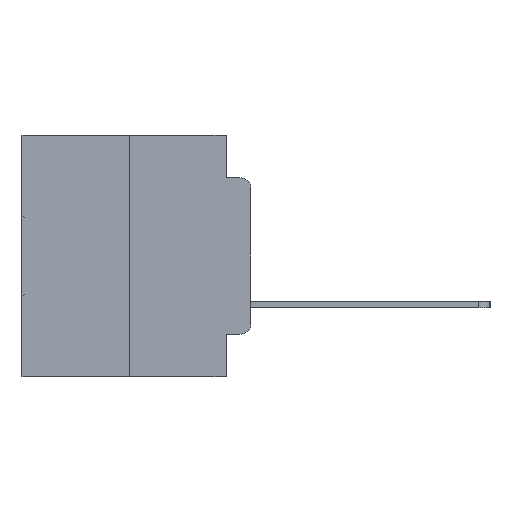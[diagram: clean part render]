
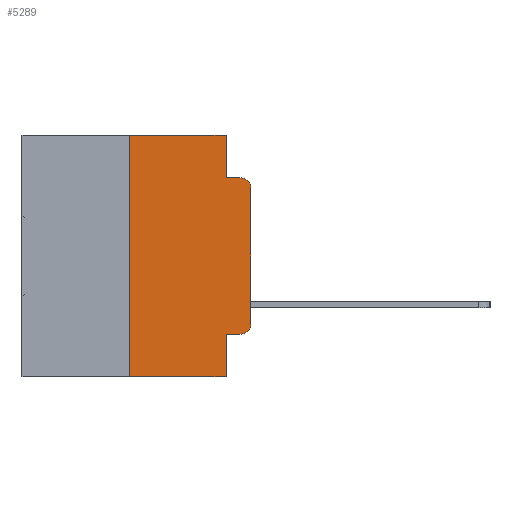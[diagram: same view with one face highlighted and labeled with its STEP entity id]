
A CAD part, left-side view. The second image highlights one B-rep face of the part: STEP entity #5289.
In plain terms, the highlighted planar face has unit normal (-1, 0, 0).
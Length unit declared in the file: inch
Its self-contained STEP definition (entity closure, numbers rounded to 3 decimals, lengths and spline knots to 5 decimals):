
#182 = ORIENTED_EDGE ( 'NONE', *, *, #9556, .T. ) ;
#336 = VERTEX_POINT ( 'NONE', #17582 ) ;
#584 = VERTEX_POINT ( 'NONE', #9957 ) ;
#615 = VECTOR ( 'NONE', #31404, 39.37008 ) ;
#764 = CARTESIAN_POINT ( 'NONE',  ( 0., 0.473, -0.5 ) ) ;
#1110 = CARTESIAN_POINT ( 'NONE',  ( 0., 0.051, 0. ) ) ;
#1816 = CARTESIAN_POINT ( 'NONE',  ( 0., 0.02, -0.3915 ) ) ;
#1827 = CARTESIAN_POINT ( 'NONE',  ( 0., 0.051, -0.0885 ) ) ;
#2074 = VERTEX_POINT ( 'NONE', #22541 ) ;
#2124 = CARTESIAN_POINT ( 'NONE',  ( 0., 0.02, -0.0885 ) ) ;
#2791 = LINE ( 'NONE', #1110, #24430 ) ;
#2869 = CARTESIAN_POINT ( 'NONE',  ( 0., 0.25, 0. ) ) ;
#3252 = ORIENTED_EDGE ( 'NONE', *, *, #13793, .T. ) ;
#3627 = DIRECTION ( 'NONE',  ( 0., 0., -1. ) ) ;
#3919 = ORIENTED_EDGE ( 'NONE', *, *, #9003, .T. ) ;
#4226 = VECTOR ( 'NONE', #18020, 39.37008 ) ;
#4398 = CARTESIAN_POINT ( 'NONE',  ( 0., 0.051, 0. ) ) ;
#5243 = AXIS2_PLACEMENT_3D ( 'NONE', #18107, #23105, #18336 ) ;
#5289 = ADVANCED_FACE ( 'NONE', ( #30837 ), #18324, .F. ) ;
#6521 = LINE ( 'NONE', #764, #4226 ) ;
#7164 = ORIENTED_EDGE ( 'NONE', *, *, #14590, .F. ) ;
#7475 = DIRECTION ( 'NONE',  ( 0., 0., 1. ) ) ;
#7675 = VERTEX_POINT ( 'NONE', #14894 ) ;
#8013 = AXIS2_PLACEMENT_3D ( 'NONE', #1816, #16389, #26573 ) ;
#8471 = CARTESIAN_POINT ( 'NONE',  ( 0., 0.473, 0. ) ) ;
#9003 = EDGE_CURVE ( 'NONE', #2074, #336, #6521, .T. ) ;
#9103 = EDGE_CURVE ( 'NONE', #13582, #19300, #9550, .T. ) ;
#9550 = LINE ( 'NONE', #25737, #21161 ) ;
#9556 = EDGE_CURVE ( 'NONE', #19300, #14655, #12192, .T. ) ;
#9957 = CARTESIAN_POINT ( 'NONE',  ( 0., 0.051, -0.0885 ) ) ;
#11037 = DIRECTION ( 'NONE',  ( 0., 0., 1. ) ) ;
#12135 = VERTEX_POINT ( 'NONE', #16399 ) ;
#12192 = CIRCLE ( 'NONE', #5243, 0.02 ) ;
#12667 = LINE ( 'NONE', #23049, #30477 ) ;
#13560 = CARTESIAN_POINT ( 'NONE',  ( 0., 0., -0.1085 ) ) ;
#13582 = VERTEX_POINT ( 'NONE', #23587 ) ;
#13769 = LINE ( 'NONE', #1827, #31935 ) ;
#13793 = EDGE_CURVE ( 'NONE', #12135, #29364, #12667, .T. ) ;
#14333 = LINE ( 'NONE', #2869, #29480 ) ;
#14590 = EDGE_CURVE ( 'NONE', #7675, #31745, #30024, .T. ) ;
#14655 = VERTEX_POINT ( 'NONE', #2124 ) ;
#14894 = CARTESIAN_POINT ( 'NONE',  ( 0., 0.25, 0. ) ) ;
#15016 = ORIENTED_EDGE ( 'NONE', *, *, #28276, .F. ) ;
#16023 = EDGE_CURVE ( 'NONE', #29364, #13582, #24158, .T. ) ;
#16048 = DIRECTION ( 'NONE',  ( 0., 0., -1. ) ) ;
#16389 = DIRECTION ( 'NONE',  ( -1., 0., 0. ) ) ;
#16399 = CARTESIAN_POINT ( 'NONE',  ( 0., 0.051, -0.4115 ) ) ;
#17296 = EDGE_CURVE ( 'NONE', #12135, #336, #2791, .T. ) ;
#17582 = CARTESIAN_POINT ( 'NONE',  ( 0., 0.051, -0.5 ) ) ;
#18020 = DIRECTION ( 'NONE',  ( 0., -1., 0. ) ) ;
#18107 = CARTESIAN_POINT ( 'NONE',  ( 0., 0.02, -0.1085 ) ) ;
#18169 = AXIS2_PLACEMENT_3D ( 'NONE', #8471, #28413, #16048 ) ;
#18324 = PLANE ( 'NONE',  #18169 ) ;
#18336 = DIRECTION ( 'NONE',  ( 0., 0., -1. ) ) ;
#18780 = CARTESIAN_POINT ( 'NONE',  ( 0., 0.473, 0. ) ) ;
#19300 = VERTEX_POINT ( 'NONE', #13560 ) ;
#20160 = ORIENTED_EDGE ( 'NONE', *, *, #16023, .T. ) ;
#20440 = DIRECTION ( 'NONE',  ( 0., -1., 0. ) ) ;
#20508 = CARTESIAN_POINT ( 'NONE',  ( 0., 0.02, -0.4115 ) ) ;
#21161 = VECTOR ( 'NONE', #11037, 39.37008 ) ;
#21411 = ORIENTED_EDGE ( 'NONE', *, *, #23985, .F. ) ;
#21490 = EDGE_LOOP ( 'NONE', ( #21988, #182, #22552, #15016, #7164, #21411, #3919, #25320, #3252, #20160 ) ) ;
#21988 = ORIENTED_EDGE ( 'NONE', *, *, #9103, .T. ) ;
#22541 = CARTESIAN_POINT ( 'NONE',  ( 0., 0.25, -0.5 ) ) ;
#22552 = ORIENTED_EDGE ( 'NONE', *, *, #29685, .F. ) ;
#23049 = CARTESIAN_POINT ( 'NONE',  ( 0., 0.051, -0.4115 ) ) ;
#23105 = DIRECTION ( 'NONE',  ( -1., 0., 0. ) ) ;
#23587 = CARTESIAN_POINT ( 'NONE',  ( 0., 0., -0.3915 ) ) ;
#23770 = DIRECTION ( 'NONE',  ( 0., 0., -1. ) ) ;
#23985 = EDGE_CURVE ( 'NONE', #2074, #7675, #14333, .T. ) ;
#24158 = CIRCLE ( 'NONE', #8013, 0.02 ) ;
#24430 = VECTOR ( 'NONE', #3627, 39.37008 ) ;
#25320 = ORIENTED_EDGE ( 'NONE', *, *, #17296, .F. ) ;
#25737 = CARTESIAN_POINT ( 'NONE',  ( 0., 0., 0. ) ) ;
#26573 = DIRECTION ( 'NONE',  ( 0., 0., -1. ) ) ;
#28276 = EDGE_CURVE ( 'NONE', #31745, #584, #30120, .T. ) ;
#28413 = DIRECTION ( 'NONE',  ( 1., 0., 0. ) ) ;
#28942 = CARTESIAN_POINT ( 'NONE',  ( 0., 0.051, 0. ) ) ;
#29287 = DIRECTION ( 'NONE',  ( 0., -1., 0. ) ) ;
#29364 = VERTEX_POINT ( 'NONE', #20508 ) ;
#29480 = VECTOR ( 'NONE', #7475, 39.37008 ) ;
#29685 = EDGE_CURVE ( 'NONE', #584, #14655, #13769, .T. ) ;
#29735 = VECTOR ( 'NONE', #23770, 39.37008 ) ;
#30024 = LINE ( 'NONE', #18780, #615 ) ;
#30120 = LINE ( 'NONE', #28942, #29735 ) ;
#30477 = VECTOR ( 'NONE', #20440, 39.37008 ) ;
#30837 = FACE_OUTER_BOUND ( 'NONE', #21490, .T. ) ;
#31404 = DIRECTION ( 'NONE',  ( 0., -1., 0. ) ) ;
#31745 = VERTEX_POINT ( 'NONE', #4398 ) ;
#31935 = VECTOR ( 'NONE', #29287, 39.37008 ) ;
